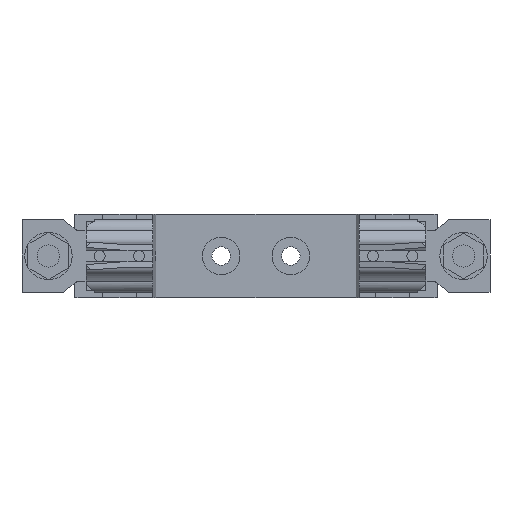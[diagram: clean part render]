
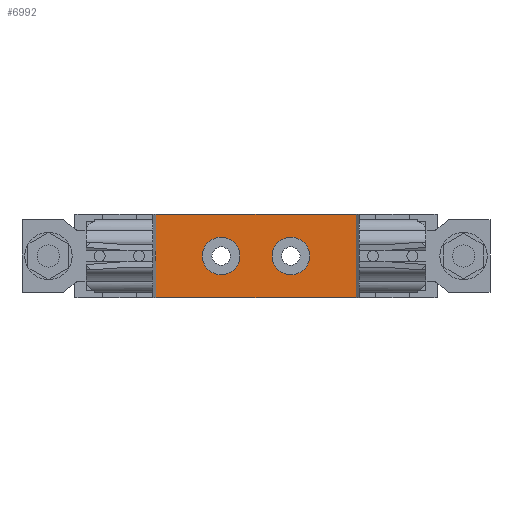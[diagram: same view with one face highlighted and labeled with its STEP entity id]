
A CAD part, front view. The second image highlights one B-rep face of the part: STEP entity #6992.
In plain terms, the highlighted planar face has unit normal (0, -1, 0).
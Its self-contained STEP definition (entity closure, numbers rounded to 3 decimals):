
#209 = CARTESIAN_POINT ( 'NONE',  ( 36., 7., -15. ) ) ;
#245 = DIRECTION ( 'NONE',  ( 0., 1., 0. ) ) ;
#392 = VECTOR ( 'NONE', #11576, 1000. ) ;
#415 = VERTEX_POINT ( 'NONE', #11455 ) ;
#526 = AXIS2_PLACEMENT_3D ( 'NONE', #7684, #1682, #8690 ) ;
#1263 = DIRECTION ( 'NONE',  ( -1., 0., 0. ) ) ;
#1297 = ORIENTED_EDGE ( 'NONE', *, *, #12645, .T. ) ;
#1313 = ORIENTED_EDGE ( 'NONE', *, *, #12726, .F. ) ;
#1400 = DIRECTION ( 'NONE',  ( 0., 0., 1. ) ) ;
#1408 = EDGE_CURVE ( 'NONE', #4499, #9507, #8935, .T. ) ;
#1447 = CARTESIAN_POINT ( 'NONE',  ( -12.5, 7., 6.75 ) ) ;
#1509 = DIRECTION ( 'NONE',  ( 0., -1., 0. ) ) ;
#1682 = DIRECTION ( 'NONE',  ( 0., -1., 0. ) ) ;
#1718 = CARTESIAN_POINT ( 'NONE',  ( -36., 7., -15. ) ) ;
#1879 = LINE ( 'NONE', #10547, #11916 ) ;
#2135 = ORIENTED_EDGE ( 'NONE', *, *, #3306, .F. ) ;
#2178 = VECTOR ( 'NONE', #1400, 1000. ) ;
#2273 = VERTEX_POINT ( 'NONE', #3922 ) ;
#2282 = VECTOR ( 'NONE', #9896, 1000. ) ;
#2322 = CARTESIAN_POINT ( 'NONE',  ( -36., 7., -0.773 ) ) ;
#2395 = ORIENTED_EDGE ( 'NONE', *, *, #12800, .T. ) ;
#2401 = AXIS2_PLACEMENT_3D ( 'NONE', #12255, #245, #7263 ) ;
#2522 = DIRECTION ( 'NONE',  ( 0., 0., 1. ) ) ;
#2531 = FACE_BOUND ( 'NONE', #12066, .T. ) ;
#2542 = CARTESIAN_POINT ( 'NONE',  ( -36., 7., -15. ) ) ;
#2713 = EDGE_LOOP ( 'NONE', ( #9713, #4989 ) ) ;
#3073 = LINE ( 'NONE', #2542, #392 ) ;
#3226 = EDGE_CURVE ( 'NONE', #2273, #6876, #3073, .T. ) ;
#3306 = EDGE_CURVE ( 'NONE', #9507, #4499, #12782, .T. ) ;
#3380 = EDGE_CURVE ( 'NONE', #8291, #415, #12153, .T. ) ;
#3408 = EDGE_LOOP ( 'NONE', ( #9056, #2395, #1313, #6231, #1297, #12127 ) ) ;
#3922 = CARTESIAN_POINT ( 'NONE',  ( -36., 7., 0.773 ) ) ;
#3929 = CIRCLE ( 'NONE', #4713, 6.75 ) ;
#4394 = VERTEX_POINT ( 'NONE', #209 ) ;
#4499 = VERTEX_POINT ( 'NONE', #1447 ) ;
#4713 = AXIS2_PLACEMENT_3D ( 'NONE', #10819, #4821, #11828 ) ;
#4714 = CARTESIAN_POINT ( 'NONE',  ( -41.95, 7., 0. ) ) ;
#4821 = DIRECTION ( 'NONE',  ( 0., -1., 0. ) ) ;
#4859 = LINE ( 'NONE', #6395, #2178 ) ;
#4989 = ORIENTED_EDGE ( 'NONE', *, *, #12277, .F. ) ;
#5159 = PLANE ( 'NONE',  #2401 ) ;
#5196 = FACE_OUTER_BOUND ( 'NONE', #3408, .T. ) ;
#5222 = AXIS2_PLACEMENT_3D ( 'NONE', #11885, #5892, #12880 ) ;
#5612 = CARTESIAN_POINT ( 'NONE',  ( -12.5, 7., -6.75 ) ) ;
#5741 = DIRECTION ( 'NONE',  ( 0., 0., 1. ) ) ;
#5892 = DIRECTION ( 'NONE',  ( 0., -1., 0. ) ) ;
#6231 = ORIENTED_EDGE ( 'NONE', *, *, #8007, .F. ) ;
#6305 = AXIS2_PLACEMENT_3D ( 'NONE', #7511, #1509, #8513 ) ;
#6382 = CARTESIAN_POINT ( 'NONE',  ( 12.5, 7., -6.75 ) ) ;
#6395 = CARTESIAN_POINT ( 'NONE',  ( 36., 7., -15. ) ) ;
#6397 = VERTEX_POINT ( 'NONE', #1718 ) ;
#6853 = VERTEX_POINT ( 'NONE', #10044 ) ;
#6876 = VERTEX_POINT ( 'NONE', #11080 ) ;
#6908 = AXIS2_PLACEMENT_3D ( 'NONE', #4714, #11724, #5741 ) ;
#6992 = ADVANCED_FACE ( 'NONE', ( #7869, #2531, #5196 ), #5159, .F. ) ;
#7263 = DIRECTION ( 'NONE',  ( 0., 0., 1. ) ) ;
#7300 = LINE ( 'NONE', #11908, #2282 ) ;
#7407 = VECTOR ( 'NONE', #1263, 1000. ) ;
#7511 = CARTESIAN_POINT ( 'NONE',  ( -12.5, 7., 0. ) ) ;
#7684 = CARTESIAN_POINT ( 'NONE',  ( -12.5, 7., 0. ) ) ;
#7734 = LINE ( 'NONE', #8265, #7407 ) ;
#7869 = FACE_BOUND ( 'NONE', #2713, .T. ) ;
#8007 = EDGE_CURVE ( 'NONE', #4394, #6397, #7300, .T. ) ;
#8265 = CARTESIAN_POINT ( 'NONE',  ( -36., 7., 15. ) ) ;
#8291 = VERTEX_POINT ( 'NONE', #6382 ) ;
#8513 = DIRECTION ( 'NONE',  ( 0., 0., -1. ) ) ;
#8690 = DIRECTION ( 'NONE',  ( 0., 0., -1. ) ) ;
#8935 = CIRCLE ( 'NONE', #6305, 6.75 ) ;
#9056 = ORIENTED_EDGE ( 'NONE', *, *, #3226, .F. ) ;
#9242 = CIRCLE ( 'NONE', #6908, 6. ) ;
#9507 = VERTEX_POINT ( 'NONE', #5612 ) ;
#9713 = ORIENTED_EDGE ( 'NONE', *, *, #3380, .F. ) ;
#9896 = DIRECTION ( 'NONE',  ( -1., 0., 0. ) ) ;
#10044 = CARTESIAN_POINT ( 'NONE',  ( 36., 7., 15. ) ) ;
#10547 = CARTESIAN_POINT ( 'NONE',  ( -36., 7., -15. ) ) ;
#10581 = EDGE_CURVE ( 'NONE', #6853, #6876, #7734, .T. ) ;
#10819 = CARTESIAN_POINT ( 'NONE',  ( 12.5, 7., 0. ) ) ;
#11080 = CARTESIAN_POINT ( 'NONE',  ( -36., 7., 15. ) ) ;
#11221 = VERTEX_POINT ( 'NONE', #2322 ) ;
#11455 = CARTESIAN_POINT ( 'NONE',  ( 12.5, 7., 6.75 ) ) ;
#11576 = DIRECTION ( 'NONE',  ( 0., 0., 1. ) ) ;
#11724 = DIRECTION ( 'NONE',  ( 0., 1., 0. ) ) ;
#11828 = DIRECTION ( 'NONE',  ( 0., 0., -1. ) ) ;
#11885 = CARTESIAN_POINT ( 'NONE',  ( 12.5, 7., 0. ) ) ;
#11908 = CARTESIAN_POINT ( 'NONE',  ( -36., 7., -15. ) ) ;
#11916 = VECTOR ( 'NONE', #2522, 1000. ) ;
#12066 = EDGE_LOOP ( 'NONE', ( #2135, #12405 ) ) ;
#12127 = ORIENTED_EDGE ( 'NONE', *, *, #10581, .T. ) ;
#12153 = CIRCLE ( 'NONE', #5222, 6.75 ) ;
#12255 = CARTESIAN_POINT ( 'NONE',  ( -36., 7., -15. ) ) ;
#12277 = EDGE_CURVE ( 'NONE', #415, #8291, #3929, .T. ) ;
#12405 = ORIENTED_EDGE ( 'NONE', *, *, #1408, .F. ) ;
#12645 = EDGE_CURVE ( 'NONE', #4394, #6853, #4859, .T. ) ;
#12726 = EDGE_CURVE ( 'NONE', #6397, #11221, #1879, .T. ) ;
#12782 = CIRCLE ( 'NONE', #526, 6.75 ) ;
#12800 = EDGE_CURVE ( 'NONE', #2273, #11221, #9242, .T. ) ;
#12880 = DIRECTION ( 'NONE',  ( 0., 0., -1. ) ) ;
